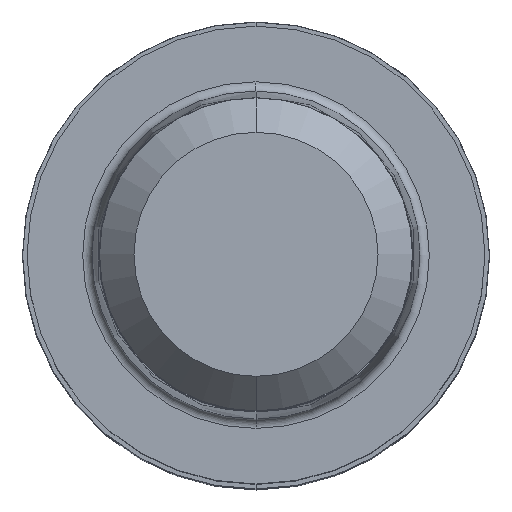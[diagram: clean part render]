
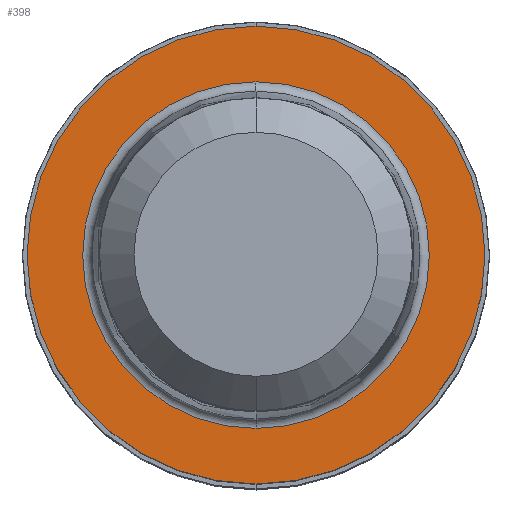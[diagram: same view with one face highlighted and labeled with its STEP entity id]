
A CAD part, top view. The second image highlights one B-rep face of the part: STEP entity #398.
In plain terms, the highlighted planar face has unit normal (0, 0, 1).
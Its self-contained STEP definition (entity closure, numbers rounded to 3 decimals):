
#162=VERTEX_POINT('',#435);
#166=VERTEX_POINT('',#439);
#180=EDGE_CURVE('',#162,#166,#454,.T.);
#240=EDGE_CURVE('',#166,#162,#523,.T.);
#282=EDGE_CURVE('',#302,#410,#574,.T.);
#302=VERTEX_POINT('',#600);
#372=EDGE_CURVE('',#410,#302,#674,.T.);
#398=ADVANCED_FACE('',(#704,#705),#706,.T.);
#410=VERTEX_POINT('',#719);
#435=CARTESIAN_POINT('',(0.0,4.9,0.01));
#439=CARTESIAN_POINT('',(0.,-4.9,0.01));
#454=CIRCLE('',#762,4.9);
#523=CIRCLE('',#842,4.9);
#574=CIRCLE('',#907,3.71);
#600=CARTESIAN_POINT('',(0.,-3.71,0.01));
#674=CIRCLE('',#1040,3.71);
#704=FACE_OUTER_BOUND('',#1076,.T.);
#705=FACE_BOUND('',#1077,.T.);
#706=PLANE('',#1078);
#719=CARTESIAN_POINT('',(0.0,3.71,0.01));
#762=AXIS2_PLACEMENT_3D('',#1115,#1116,#1117);
#842=AXIS2_PLACEMENT_3D('',#1210,#1211,#1212);
#907=AXIS2_PLACEMENT_3D('',#1292,#1293,#1294);
#1040=AXIS2_PLACEMENT_3D('',#1402,#1403,#1404);
#1076=EDGE_LOOP('',(#1451,#1452));
#1077=EDGE_LOOP('',(#1453,#1454));
#1078=AXIS2_PLACEMENT_3D('',#1455,#1456,#1457);
#1115=CARTESIAN_POINT('',(0.0,0.0,0.01));
#1116=DIRECTION('',(0.0,0.0,-1.0));
#1117=DIRECTION('',(0.0,1.0,0.0));
#1210=CARTESIAN_POINT('',(0.0,0.0,0.01));
#1211=DIRECTION('',(0.0,0.0,-1.0));
#1212=DIRECTION('',(0.0,1.0,0.0));
#1292=CARTESIAN_POINT('',(0.0,0.0,0.01));
#1293=DIRECTION('',(0.0,0.0,-1.0));
#1294=DIRECTION('',(0.0,1.0,0.0));
#1402=CARTESIAN_POINT('',(0.0,0.0,0.01));
#1403=DIRECTION('',(0.0,0.0,-1.0));
#1404=DIRECTION('',(0.0,1.0,0.0));
#1451=ORIENTED_EDGE('',*,*,#180,.F.);
#1452=ORIENTED_EDGE('',*,*,#240,.F.);
#1453=ORIENTED_EDGE('',*,*,#372,.T.);
#1454=ORIENTED_EDGE('',*,*,#282,.T.);
#1455=CARTESIAN_POINT('',(0.0,2.45,0.01));
#1456=DIRECTION('',(-0.0,0.0,1.0));
#1457=DIRECTION('',(0.0,-1.0,0.0));
